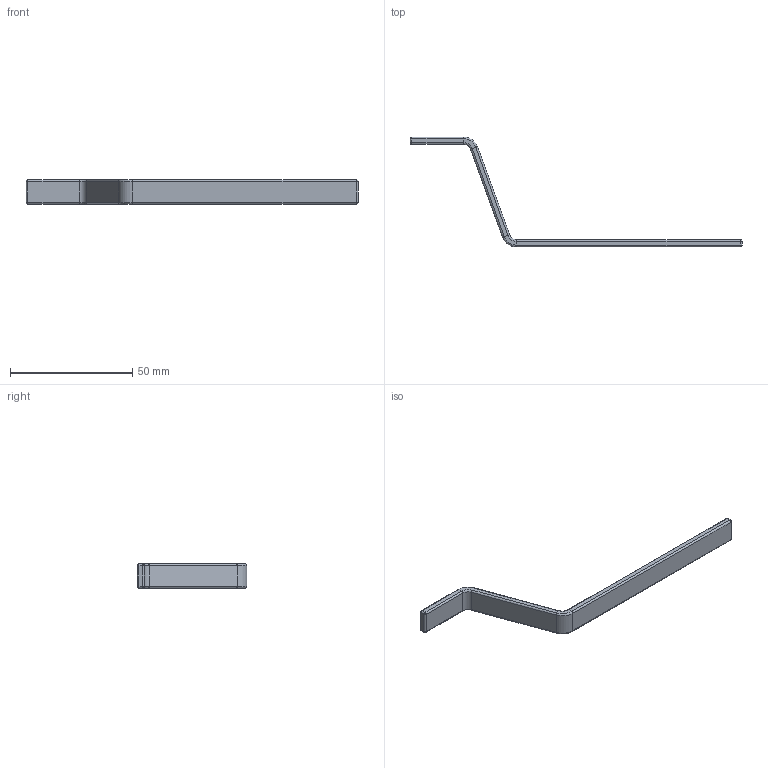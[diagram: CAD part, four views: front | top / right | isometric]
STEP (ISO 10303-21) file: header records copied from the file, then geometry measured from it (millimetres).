
FILE_DESCRIPTION (( 'STEP AP214' ), '1' );
FILE_NAME ('1092-003.STEP', '2024-07-31T08:27:52', ( '' ), ( '' ), 'SwSTEP 2.0', 'SolidWorks 2022', '' );
FILE_SCHEMA (( 'AUTOMOTIVE_DESIGN' ));
Length unit declared in the file: millimetre
Products named in the file (1): 1092-003
Bounding box: 136 x 45 x 10 mm (x, y, z)
Volume: 4840.1 mm3; surface area: 4105.8 mm2
Topology: 1 solids, 1 shells, 58 faces, 120 edges, 56 vertices
Faces by surface type: cylinder 24, plane 18, torus 8, sphere 8
Entity records: 1458 total; most frequent: DIRECTION 286, CARTESIAN_POINT 227, ORIENTED_EDGE 224, AXIS2_PLACEMENT_3D 115, EDGE_CURVE 112, EDGE_LOOP 58, FACE_OUTER_BOUND 58, ADVANCED_FACE 58
